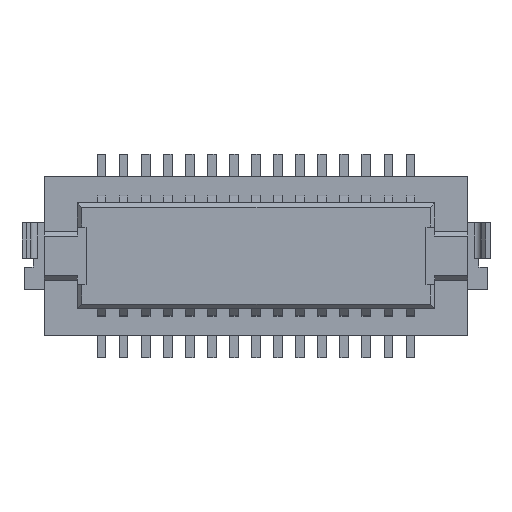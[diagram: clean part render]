
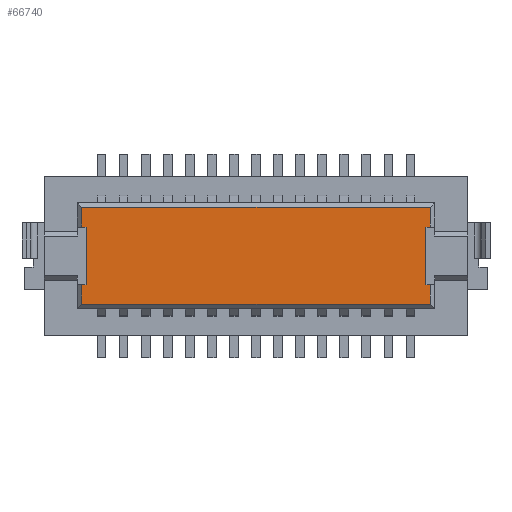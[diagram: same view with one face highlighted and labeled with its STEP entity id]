
A CAD part, top view. The second image highlights one B-rep face of the part: STEP entity #66740.
In plain terms, the highlighted planar face has unit normal (0, 0, 1).
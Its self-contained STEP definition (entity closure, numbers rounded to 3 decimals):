
#5050=CARTESIAN_POINT('',(7.55,0.4,2.7));
#5060=VERTEX_POINT('',#5050);
#5230=CARTESIAN_POINT('',(-0.35,0.4,2.7));
#5240=VERTEX_POINT('',#5230);
#5270=CARTESIAN_POINT('',(-2.735,0.4,2.7));
#5280=DIRECTION('',(1.,0.,0.));
#5290=VECTOR('',#5280,1.);
#5300=LINE('',#5270,#5290);
#5310=EDGE_CURVE('',#5240,#5060,#5300,.T.);
#65430=CARTESIAN_POINT('',(-0.35,2.6,2.7));
#65440=VERTEX_POINT('',#65430);
#65520=CARTESIAN_POINT('',(7.55,2.6,2.7));
#65530=VERTEX_POINT('',#65520);
#65560=CARTESIAN_POINT('',(0.,2.6,2.7));
#65570=DIRECTION('',(-1.,0.,0.));
#65580=VECTOR('',#65570,1.);
#65590=LINE('',#65560,#65580);
#65600=EDGE_CURVE('',#65530,#65440,#65590,.T.);
#65760=CARTESIAN_POINT('',(-0.35,2.15,2.7));
#65770=VERTEX_POINT('',#65760);
#65870=CARTESIAN_POINT('',(-0.35,2.375,2.7));
#65880=DIRECTION('',(0.,-1.,0.));
#65890=VECTOR('',#65880,1.);
#65900=LINE('',#65870,#65890);
#65910=EDGE_CURVE('',#65440,#65770,#65900,.T.);
#65960=CARTESIAN_POINT('',(2.5,0.,2.7));
#65970=DIRECTION('',(0.,0.,1.));
#65980=DIRECTION('',(1.,0.,0.));
#65990=AXIS2_PLACEMENT_3D('',#65960,#65970,#65980);
#66000=PLANE('',#65990);
#66010=CARTESIAN_POINT('',(7.55,2.375,2.7));
#66020=DIRECTION('',(0.,1.,0.));
#66030=VECTOR('',#66020,1.);
#66040=LINE('',#66010,#66030);
#66050=CARTESIAN_POINT('',(7.55,2.15,2.7));
#66060=VERTEX_POINT('',#66050);
#66070=EDGE_CURVE('',#66060,#65530,#66040,.T.);
#66080=ORIENTED_EDGE('',*,*,#66070,.T.);
#66090=CARTESIAN_POINT('',(5.,2.15,2.7));
#66100=DIRECTION('',(1.,0.,0.));
#66110=VECTOR('',#66100,1.);
#66120=LINE('',#66090,#66110);
#66130=CARTESIAN_POINT('',(7.45,2.15,2.7));
#66140=VERTEX_POINT('',#66130);
#66150=EDGE_CURVE('',#66140,#66060,#66120,.T.);
#66160=ORIENTED_EDGE('',*,*,#66150,.T.);
#66170=CARTESIAN_POINT('',(7.45,0.,2.7));
#66180=DIRECTION('',(0.,1.,0.));
#66190=VECTOR('',#66180,1.);
#66200=LINE('',#66170,#66190);
#66210=CARTESIAN_POINT('',(7.45,0.85,2.7));
#66220=VERTEX_POINT('',#66210);
#66230=EDGE_CURVE('',#66220,#66140,#66200,.T.);
#66240=ORIENTED_EDGE('',*,*,#66230,.T.);
#66250=CARTESIAN_POINT('',(5.,0.85,2.7));
#66260=DIRECTION('',(-1.,0.,0.));
#66270=VECTOR('',#66260,1.);
#66280=LINE('',#66250,#66270);
#66290=CARTESIAN_POINT('',(7.55,0.85,2.7));
#66300=VERTEX_POINT('',#66290);
#66310=EDGE_CURVE('',#66300,#66220,#66280,.T.);
#66320=ORIENTED_EDGE('',*,*,#66310,.T.);
#66330=CARTESIAN_POINT('',(7.55,0.625,2.7));
#66340=DIRECTION('',(0.,1.,0.));
#66350=VECTOR('',#66340,1.);
#66360=LINE('',#66330,#66350);
#66370=EDGE_CURVE('',#5060,#66300,#66360,.T.);
#66380=ORIENTED_EDGE('',*,*,#66370,.T.);
#66390=ORIENTED_EDGE('',*,*,#5310,.T.);
#66400=CARTESIAN_POINT('',(-0.35,0.625,2.7));
#66410=DIRECTION('',(0.,-1.,0.));
#66420=VECTOR('',#66410,1.);
#66430=LINE('',#66400,#66420);
#66440=CARTESIAN_POINT('',(-0.35,0.85,2.7));
#66450=VERTEX_POINT('',#66440);
#66460=EDGE_CURVE('',#66450,#5240,#66430,.T.);
#66470=ORIENTED_EDGE('',*,*,#66460,.T.);
#66480=CARTESIAN_POINT('',(2.5,0.85,2.7));
#66490=DIRECTION('',(-1.,0.,0.));
#66500=VECTOR('',#66490,1.);
#66510=LINE('',#66480,#66500);
#66520=CARTESIAN_POINT('',(-0.25,0.85,2.7));
#66530=VERTEX_POINT('',#66520);
#66540=EDGE_CURVE('',#66530,#66450,#66510,.T.);
#66550=ORIENTED_EDGE('',*,*,#66540,.T.);
#66560=CARTESIAN_POINT('',(-0.25,0.,2.7));
#66570=DIRECTION('',(0.,-1.,0.));
#66580=VECTOR('',#66570,1.);
#66590=LINE('',#66560,#66580);
#66600=CARTESIAN_POINT('',(-0.25,2.15,2.7));
#66610=VERTEX_POINT('',#66600);
#66620=EDGE_CURVE('',#66610,#66530,#66590,.T.);
#66630=ORIENTED_EDGE('',*,*,#66620,.T.);
#66640=CARTESIAN_POINT('',(2.5,2.15,2.7));
#66650=DIRECTION('',(1.,0.,0.));
#66660=VECTOR('',#66650,1.);
#66670=LINE('',#66640,#66660);
#66680=EDGE_CURVE('',#65770,#66610,#66670,.T.);
#66690=ORIENTED_EDGE('',*,*,#66680,.T.);
#66700=ORIENTED_EDGE('',*,*,#65910,.T.);
#66710=ORIENTED_EDGE('',*,*,#65600,.T.);
#66720=EDGE_LOOP('',(#66710,#66700,#66690,#66630,#66550,#66470,#66390,
#66380,#66320,#66240,#66160,#66080));
#66730=FACE_OUTER_BOUND('',#66720,.T.);
#66740=ADVANCED_FACE('',(#66730),#66000,.T.);
